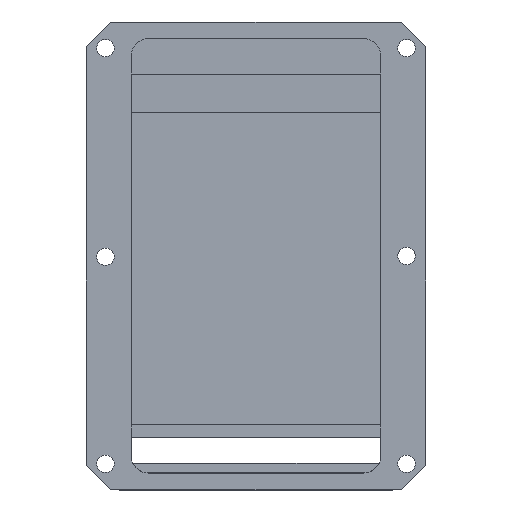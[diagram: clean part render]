
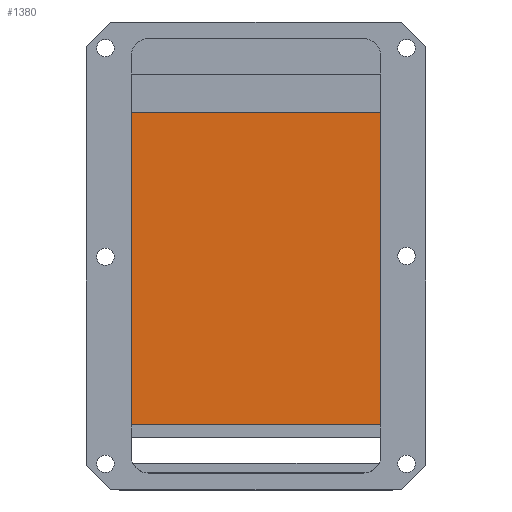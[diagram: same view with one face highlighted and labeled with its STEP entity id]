
A CAD part, top view. The second image highlights one B-rep face of the part: STEP entity #1380.
In plain terms, the highlighted planar face has unit normal (0, 0, 1).
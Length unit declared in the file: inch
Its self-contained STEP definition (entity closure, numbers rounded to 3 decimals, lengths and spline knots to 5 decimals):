
#98=FACE_OUTER_BOUND('',#177,.T.);
#177=EDGE_LOOP('',(#1010,#1011,#1012,#1013));
#301=LINE('',#2116,#465);
#307=LINE('',#2128,#471);
#308=LINE('',#2130,#472);
#309=LINE('',#2131,#473);
#465=VECTOR('',#1685,0.3937);
#471=VECTOR('',#1693,0.3937);
#472=VECTOR('',#1696,0.3937);
#473=VECTOR('',#1697,0.3937);
#644=VERTEX_POINT('',#2112);
#646=VERTEX_POINT('',#2115);
#649=VERTEX_POINT('',#2122);
#651=VERTEX_POINT('',#2126);
#786=EDGE_CURVE('',#646,#644,#301,.T.);
#792=EDGE_CURVE('',#651,#649,#307,.T.);
#793=EDGE_CURVE('',#649,#644,#308,.T.);
#794=EDGE_CURVE('',#646,#651,#309,.T.);
#1010=ORIENTED_EDGE('',*,*,#793,.F.);
#1011=ORIENTED_EDGE('',*,*,#792,.F.);
#1012=ORIENTED_EDGE('',*,*,#794,.F.);
#1013=ORIENTED_EDGE('',*,*,#786,.T.);
#1329=PLANE('',#1487);
#1380=ADVANCED_FACE('',(#98),#1329,.F.);
#1487=AXIS2_PLACEMENT_3D('',#2129,#1694,#1695);
#1685=DIRECTION('',(1.,0.,0.));
#1693=DIRECTION('',(1.,0.,0.));
#1694=DIRECTION('center_axis',(0.,0.,-1.));
#1695=DIRECTION('ref_axis',(0.,1.,0.));
#1696=DIRECTION('',(0.,-1.,0.));
#1697=DIRECTION('',(0.,1.,0.));
#2112=CARTESIAN_POINT('',(2.877,0.6345,0.62));
#2115=CARTESIAN_POINT('',(0.437,0.6345,0.62));
#2116=CARTESIAN_POINT('',(0.,0.6345,0.62));
#2122=CARTESIAN_POINT('',(2.877,3.6845,0.62));
#2126=CARTESIAN_POINT('',(0.437,3.6845,0.62));
#2128=CARTESIAN_POINT('',(0.,3.6845,0.62));
#2129=CARTESIAN_POINT('Origin',(0.,0.6345,0.62));
#2130=CARTESIAN_POINT('',(2.877,0.48475,0.62));
#2131=CARTESIAN_POINT('',(0.437,2.43475,0.62));
